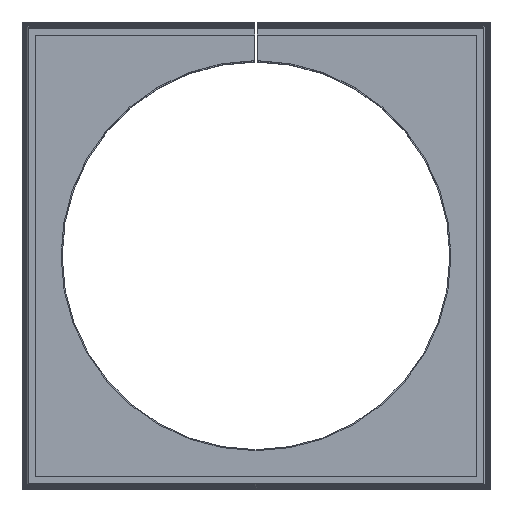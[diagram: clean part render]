
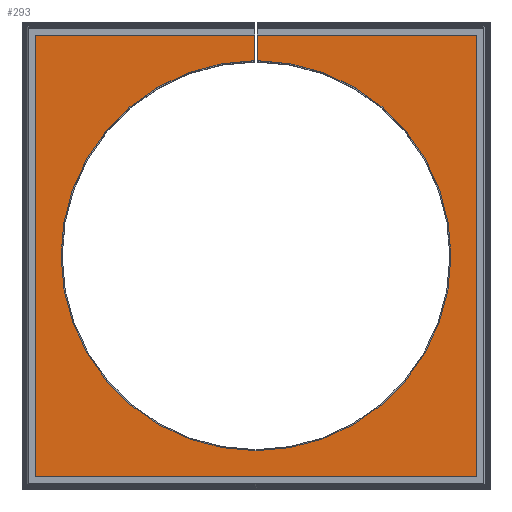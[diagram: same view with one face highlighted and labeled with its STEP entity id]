
A CAD part, top view. The second image highlights one B-rep face of the part: STEP entity #293.
In plain terms, the highlighted planar face has unit normal (0, 0, 1).
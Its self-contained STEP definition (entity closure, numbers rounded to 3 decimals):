
#60=CIRCLE('',#2404,17.5);
#293=ADVANCED_FACE('',(#514),#403,.T.);
#403=PLANE('',#2405);
#514=FACE_OUTER_BOUND('',#646,.T.);
#646=EDGE_LOOP('',(#1163,#1164,#1165,#1166,#1167,#1168,#1169,#1170));
#1163=ORIENTED_EDGE('',*,*,#1806,.F.);
#1164=ORIENTED_EDGE('',*,*,#1807,.T.);
#1165=ORIENTED_EDGE('',*,*,#1808,.T.);
#1166=ORIENTED_EDGE('',*,*,#1809,.T.);
#1167=ORIENTED_EDGE('',*,*,#1810,.T.);
#1168=ORIENTED_EDGE('',*,*,#1571,.T.);
#1169=ORIENTED_EDGE('',*,*,#1811,.T.);
#1170=ORIENTED_EDGE('',*,*,#1812,.F.);
#1353=VERTEX_POINT('',#2992);
#1355=VERTEX_POINT('',#2995);
#1503=VERTEX_POINT('',#4108);
#1504=VERTEX_POINT('',#4109);
#1505=VERTEX_POINT('',#4111);
#1506=VERTEX_POINT('',#4113);
#1507=VERTEX_POINT('',#4115);
#1508=VERTEX_POINT('',#4118);
#1571=EDGE_CURVE('',#1355,#1353,#1899,.T.);
#1806=EDGE_CURVE('',#1503,#1504,#2043,.T.);
#1807=EDGE_CURVE('',#1503,#1505,#2044,.T.);
#1808=EDGE_CURVE('',#1505,#1506,#2045,.T.);
#1809=EDGE_CURVE('',#1506,#1507,#2046,.T.);
#1810=EDGE_CURVE('',#1507,#1355,#2047,.T.);
#1811=EDGE_CURVE('',#1353,#1508,#2048,.T.);
#1812=EDGE_CURVE('',#1504,#1508,#60,.T.);
#1899=LINE('',#2994,#2115);
#2043=LINE('',#4107,#2272);
#2044=LINE('',#4110,#2273);
#2045=LINE('',#4112,#2274);
#2046=LINE('',#4114,#2275);
#2047=LINE('',#4116,#2276);
#2048=LINE('',#4117,#2277);
#2115=VECTOR('',#2490,1.);
#2272=VECTOR('',#2809,1.);
#2273=VECTOR('',#2810,1.);
#2274=VECTOR('',#2811,1.);
#2275=VECTOR('',#2812,1.);
#2276=VECTOR('',#2813,1.);
#2277=VECTOR('',#2814,1.);
#2404=AXIS2_PLACEMENT_3D('',#4119,#2815,#2816);
#2405=AXIS2_PLACEMENT_3D('',#4120,#2817,#2818);
#2490=DIRECTION('',(-1.,0.,0.));
#2809=DIRECTION('',(0.,-1.,0.));
#2810=DIRECTION('',(-1.,0.,0.));
#2811=DIRECTION('',(0.,-1.,0.));
#2812=DIRECTION('',(1.,0.,0.));
#2813=DIRECTION('',(0.,1.,0.));
#2814=DIRECTION('',(0.,-1.,0.));
#2815=DIRECTION('',(0.,0.,1.));
#2816=DIRECTION('',(1.,0.,0.));
#2817=DIRECTION('',(0.,0.,1.));
#2818=DIRECTION('',(-1.,0.,0.));
#2992=CARTESIAN_POINT('',(0.1,19.8,17.7));
#2994=CARTESIAN_POINT('',(19.8,19.8,17.7));
#2995=CARTESIAN_POINT('',(19.8,19.8,17.7));
#4107=CARTESIAN_POINT('',(-0.1,0.,17.7));
#4108=CARTESIAN_POINT('',(-0.1,19.8,17.7));
#4109=CARTESIAN_POINT('',(-0.1,17.5,17.7));
#4110=CARTESIAN_POINT('',(19.8,19.8,17.7));
#4111=CARTESIAN_POINT('',(-19.8,19.8,17.7));
#4112=CARTESIAN_POINT('',(-19.8,19.8,17.7));
#4113=CARTESIAN_POINT('',(-19.8,-19.8,17.7));
#4114=CARTESIAN_POINT('',(-19.8,-19.8,17.7));
#4115=CARTESIAN_POINT('',(19.8,-19.8,17.7));
#4116=CARTESIAN_POINT('',(19.8,-19.8,17.7));
#4117=CARTESIAN_POINT('',(0.1,0.,17.7));
#4118=CARTESIAN_POINT('',(0.1,17.5,17.7));
#4119=CARTESIAN_POINT('',(0.,0.,17.7));
#4120=CARTESIAN_POINT('',(0.,0.,17.7));
